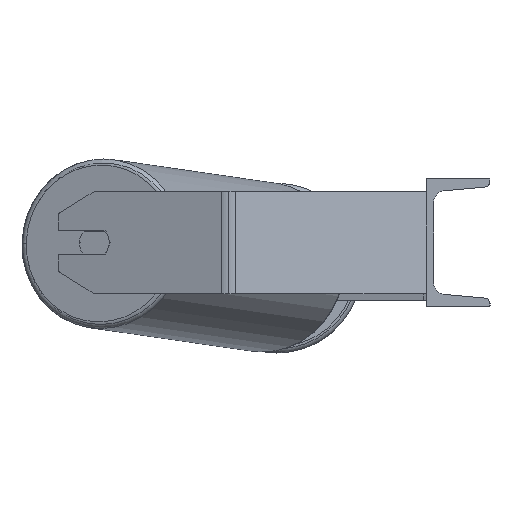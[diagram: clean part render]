
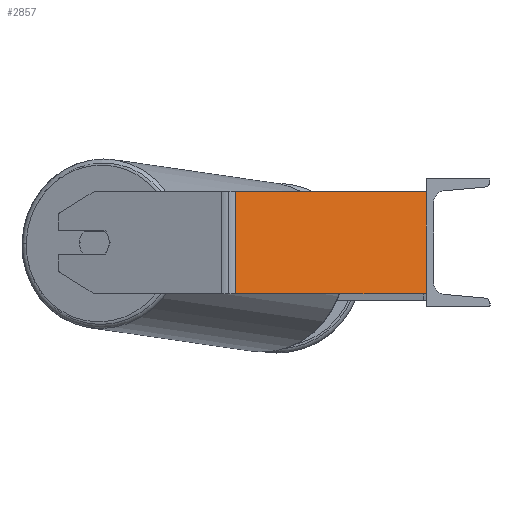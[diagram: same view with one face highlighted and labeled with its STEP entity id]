
A CAD part, left-side view. The second image highlights one B-rep face of the part: STEP entity #2857.
In plain terms, the highlighted planar face has unit normal (-0.94, -0.342, 0).
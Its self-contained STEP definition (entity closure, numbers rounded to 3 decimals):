
#43 = CARTESIAN_POINT ( 'NONE',  ( -639.283, 149.141, 40. ) ) ;
#373 = PLANE ( 'NONE',  #2602 ) ;
#378 = EDGE_LOOP ( 'NONE', ( #3367, #5006, #4015, #2877 ) ) ;
#460 = DIRECTION ( 'NONE',  ( 0.342, -0.94, 0. ) ) ;
#586 = VERTEX_POINT ( 'NONE', #7996 ) ;
#663 = EDGE_CURVE ( 'NONE', #5996, #586, #3933, .T. ) ;
#980 = DIRECTION ( 'NONE',  ( 0., 0., -1. ) ) ;
#1167 = VECTOR ( 'NONE', #980, 1000. ) ;
#1857 = CARTESIAN_POINT ( 'NONE',  ( -641.275, 154.614, 40. ) ) ;
#2053 = CARTESIAN_POINT ( 'NONE',  ( -585., 0., -40. ) ) ;
#2099 = LINE ( 'NONE', #7690, #7670 ) ;
#2210 = VECTOR ( 'NONE', #3849, 1000. ) ;
#2236 = DIRECTION ( 'NONE',  ( 0.342, -0.94, 0. ) ) ;
#2602 = AXIS2_PLACEMENT_3D ( 'NONE', #1857, #4543, #3855 ) ;
#2700 = VERTEX_POINT ( 'NONE', #2973 ) ;
#2857 = ADVANCED_FACE ( 'NONE', ( #8187 ), #373, .F. ) ;
#2877 = ORIENTED_EDGE ( 'NONE', *, *, #5714, .T. ) ;
#2973 = CARTESIAN_POINT ( 'NONE',  ( -639.283, 149.141, -40. ) ) ;
#3367 = ORIENTED_EDGE ( 'NONE', *, *, #6534, .T. ) ;
#3849 = DIRECTION ( 'NONE',  ( 0., 0., -1. ) ) ;
#3855 = DIRECTION ( 'NONE',  ( -0.342, 0.94, 0. ) ) ;
#3933 = LINE ( 'NONE', #7491, #4675 ) ;
#4015 = ORIENTED_EDGE ( 'NONE', *, *, #663, .F. ) ;
#4486 = LINE ( 'NONE', #7311, #1167 ) ;
#4543 = DIRECTION ( 'NONE',  ( 0.94, 0.342, 0. ) ) ;
#4675 = VECTOR ( 'NONE', #460, 1000. ) ;
#5006 = ORIENTED_EDGE ( 'NONE', *, *, #6131, .F. ) ;
#5485 = VERTEX_POINT ( 'NONE', #2053 ) ;
#5714 = EDGE_CURVE ( 'NONE', #5996, #2700, #4486, .T. ) ;
#5996 = VERTEX_POINT ( 'NONE', #43 ) ;
#6131 = EDGE_CURVE ( 'NONE', #586, #5485, #8967, .T. ) ;
#6534 = EDGE_CURVE ( 'NONE', #2700, #5485, #2099, .T. ) ;
#7311 = CARTESIAN_POINT ( 'NONE',  ( -639.283, 149.141, 40. ) ) ;
#7443 = CARTESIAN_POINT ( 'NONE',  ( -585., 0., 40. ) ) ;
#7491 = CARTESIAN_POINT ( 'NONE',  ( -641.275, 154.614, 40. ) ) ;
#7670 = VECTOR ( 'NONE', #2236, 1000. ) ;
#7690 = CARTESIAN_POINT ( 'NONE',  ( -641.275, 154.614, -40. ) ) ;
#7996 = CARTESIAN_POINT ( 'NONE',  ( -585., 0., 40. ) ) ;
#8187 = FACE_OUTER_BOUND ( 'NONE', #378, .T. ) ;
#8967 = LINE ( 'NONE', #7443, #2210 ) ;
